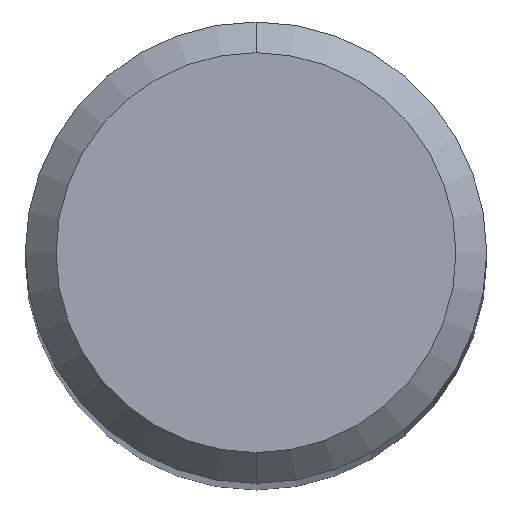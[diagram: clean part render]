
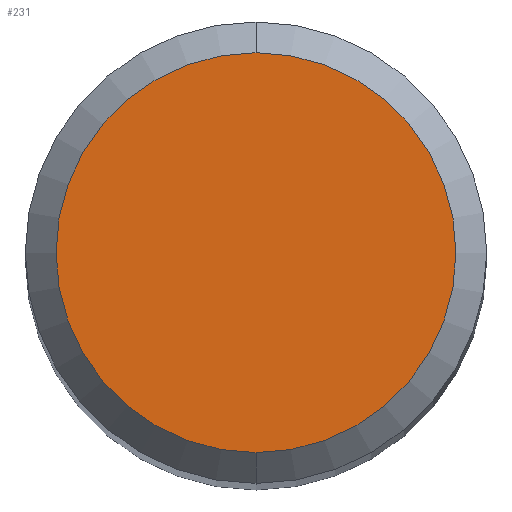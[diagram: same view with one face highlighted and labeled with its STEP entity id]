
A CAD part, top view. The second image highlights one B-rep face of the part: STEP entity #231.
In plain terms, the highlighted planar face has unit normal (0, 0, 1).
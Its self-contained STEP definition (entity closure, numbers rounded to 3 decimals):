
#231=ADVANCED_FACE('',(#620),#621,.T.);
#279=VERTEX_POINT('',#671);
#479=VERTEX_POINT('',#894);
#487=EDGE_CURVE('',#279,#479,#903,.T.);
#527=EDGE_CURVE('',#479,#279,#948,.T.);
#620=FACE_OUTER_BOUND('',#1058,.T.);
#621=PLANE('',#1059);
#671=CARTESIAN_POINT('',(0.,-1.95,0.0));
#894=CARTESIAN_POINT('',(0.0,1.95,0.0));
#903=CIRCLE('',#1560,1.95);
#948=CIRCLE('',#1643,1.95);
#1058=EDGE_LOOP('',(#1799,#1800));
#1059=AXIS2_PLACEMENT_3D('',#1801,#1802,#1803);
#1560=AXIS2_PLACEMENT_3D('',#2110,#2111,#2112);
#1643=AXIS2_PLACEMENT_3D('',#2166,#2167,#2168);
#1799=ORIENTED_EDGE('',*,*,#527,.F.);
#1800=ORIENTED_EDGE('',*,*,#487,.F.);
#1801=CARTESIAN_POINT('',(0.0,0.975,0.0));
#1802=DIRECTION('',(-0.0,0.0,1.0));
#1803=DIRECTION('',(0.0,-1.0,0.0));
#2110=CARTESIAN_POINT('',(0.0,0.0,0.0));
#2111=DIRECTION('',(0.0,0.0,-1.0));
#2112=DIRECTION('',(0.0,1.0,0.0));
#2166=CARTESIAN_POINT('',(0.0,0.0,0.0));
#2167=DIRECTION('',(0.0,0.0,-1.0));
#2168=DIRECTION('',(0.0,1.0,0.0));
